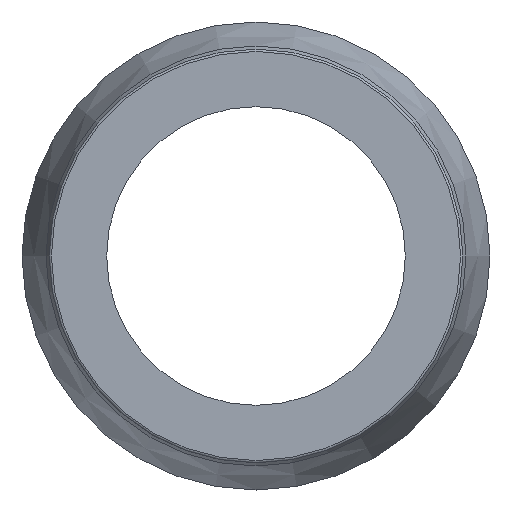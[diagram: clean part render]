
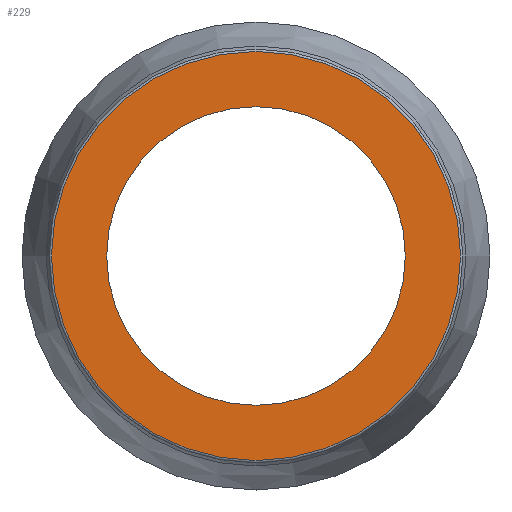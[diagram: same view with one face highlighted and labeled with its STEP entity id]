
A CAD part, left-side view. The second image highlights one B-rep face of the part: STEP entity #229.
In plain terms, the highlighted planar face has unit normal (-1, 0, 0).
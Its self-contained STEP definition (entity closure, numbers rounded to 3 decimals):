
#44=FACE_BOUND('',#65,.T.);
#48=FACE_OUTER_BOUND('',#64,.T.);
#64=EDGE_LOOP('',(#164));
#65=EDGE_LOOP('',(#165));
#81=CIRCLE('',#266,6.);
#82=CIRCLE('',#268,8.216);
#106=VERTEX_POINT('',#399);
#107=VERTEX_POINT('',#403);
#128=EDGE_CURVE('',#106,#106,#81,.T.);
#129=EDGE_CURVE('',#107,#107,#82,.T.);
#164=ORIENTED_EDGE('',*,*,#129,.F.);
#165=ORIENTED_EDGE('',*,*,#128,.T.);
#225=PLANE('',#267);
#229=ADVANCED_FACE('',(#48,#44),#225,.T.);
#266=AXIS2_PLACEMENT_3D('',#401,#313,#314);
#267=AXIS2_PLACEMENT_3D('',#402,#315,#316);
#268=AXIS2_PLACEMENT_3D('',#404,#317,#318);
#313=DIRECTION('center_axis',(1.,0.,0.));
#314=DIRECTION('ref_axis',(0.,0.,-1.));
#315=DIRECTION('center_axis',(-1.,0.,0.));
#316=DIRECTION('ref_axis',(0.,0.,1.));
#317=DIRECTION('center_axis',(1.,0.,0.));
#318=DIRECTION('ref_axis',(0.,0.,-1.));
#399=CARTESIAN_POINT('',(0.,-6.,0.));
#401=CARTESIAN_POINT('Origin',(0.,0.,0.));
#402=CARTESIAN_POINT('Origin',(0.,8.216,0.));
#403=CARTESIAN_POINT('',(0.,0.,8.216));
#404=CARTESIAN_POINT('Origin',(0.,0.,0.));
